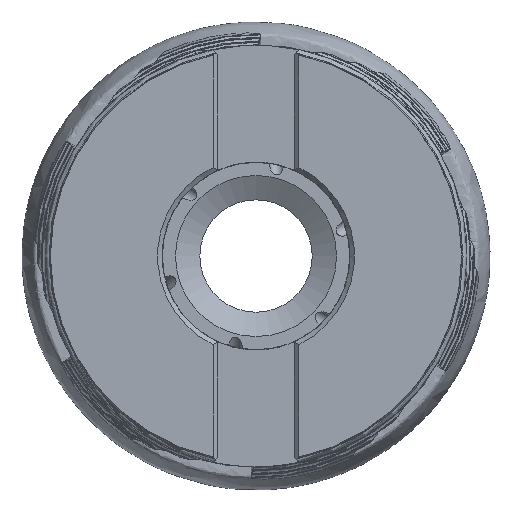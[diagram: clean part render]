
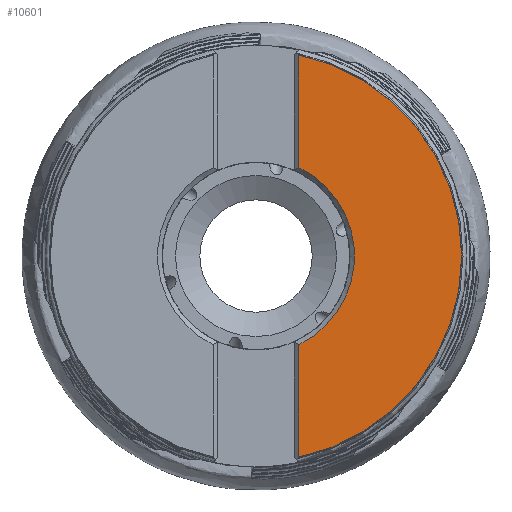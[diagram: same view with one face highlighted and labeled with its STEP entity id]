
A CAD part, left-side view. The second image highlights one B-rep face of the part: STEP entity #10601.
In plain terms, the highlighted planar face has unit normal (-1, 0, 0).
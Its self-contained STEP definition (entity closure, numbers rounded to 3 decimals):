
#503 = LINE ( 'NONE', #9874, #14024 ) ;
#736 = DIRECTION ( 'NONE',  ( 0., 0., 1. ) ) ;
#1594 = CARTESIAN_POINT ( 'NONE',  ( -48.905, 0., 0. ) ) ;
#1854 = CARTESIAN_POINT ( 'NONE',  ( -48.905, 0., 0. ) ) ;
#2323 = EDGE_LOOP ( 'NONE', ( #10864, #13599, #10941, #7208 ) ) ;
#2905 = DIRECTION ( 'NONE',  ( 0., 0., 1. ) ) ;
#3030 = VERTEX_POINT ( 'NONE', #8230 ) ;
#3066 = CARTESIAN_POINT ( 'NONE',  ( -48.905, -9.15, -42.959 ) ) ;
#3168 = DIRECTION ( 'NONE',  ( 0., 0., 1. ) ) ;
#3439 = EDGE_CURVE ( 'NONE', #7326, #12341, #8469, .T. ) ;
#4356 = LINE ( 'NONE', #11065, #14408 ) ;
#7179 = DIRECTION ( 'NONE',  ( 0., 0., -1. ) ) ;
#7208 = ORIENTED_EDGE ( 'NONE', *, *, #3439, .T. ) ;
#7261 = PLANE ( 'NONE',  #13406 ) ;
#7326 = VERTEX_POINT ( 'NONE', #14618 ) ;
#8230 = CARTESIAN_POINT ( 'NONE',  ( -48.905, -9.15, 42.959 ) ) ;
#8469 = CIRCLE ( 'NONE', #13461, 21.025 ) ;
#8569 = DIRECTION ( 'NONE',  ( -1., 0., 0. ) ) ;
#9874 = CARTESIAN_POINT ( 'NONE',  ( -48.905, -9.15, -45. ) ) ;
#10135 = AXIS2_PLACEMENT_3D ( 'NONE', #1854, #10989, #3168 ) ;
#10601 = ADVANCED_FACE ( 'NONE', ( #10893 ), #7261, .T. ) ;
#10723 = DIRECTION ( 'NONE',  ( 1., 0., 0. ) ) ;
#10864 = ORIENTED_EDGE ( 'NONE', *, *, #15303, .T. ) ;
#10893 = FACE_OUTER_BOUND ( 'NONE', #2323, .T. ) ;
#10941 = ORIENTED_EDGE ( 'NONE', *, *, #15369, .T. ) ;
#10989 = DIRECTION ( 'NONE',  ( 1., 0., 0. ) ) ;
#11065 = CARTESIAN_POINT ( 'NONE',  ( -48.905, -9.15, -45. ) ) ;
#11184 = DIRECTION ( 'NONE',  ( 0., 0., -1. ) ) ;
#11966 = CIRCLE ( 'NONE', #10135, 43.922 ) ;
#12162 = CARTESIAN_POINT ( 'NONE',  ( -48.905, -9.15, -18.93 ) ) ;
#12341 = VERTEX_POINT ( 'NONE', #12162 ) ;
#13406 = AXIS2_PLACEMENT_3D ( 'NONE', #16370, #8569, #736 ) ;
#13461 = AXIS2_PLACEMENT_3D ( 'NONE', #1594, #10723, #2905 ) ;
#13599 = ORIENTED_EDGE ( 'NONE', *, *, #14231, .F. ) ;
#14024 = VECTOR ( 'NONE', #11184, 1000. ) ;
#14231 = EDGE_CURVE ( 'NONE', #3030, #15215, #11966, .T. ) ;
#14408 = VECTOR ( 'NONE', #7179, 1000. ) ;
#14618 = CARTESIAN_POINT ( 'NONE',  ( -48.905, -9.15, 18.93 ) ) ;
#15215 = VERTEX_POINT ( 'NONE', #3066 ) ;
#15303 = EDGE_CURVE ( 'NONE', #12341, #15215, #4356, .T. ) ;
#15369 = EDGE_CURVE ( 'NONE', #3030, #7326, #503, .T. ) ;
#16370 = CARTESIAN_POINT ( 'NONE',  ( -48.905, 0., 0. ) ) ;
